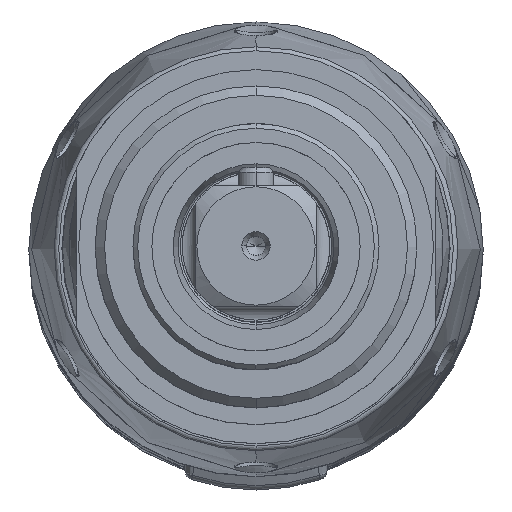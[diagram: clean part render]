
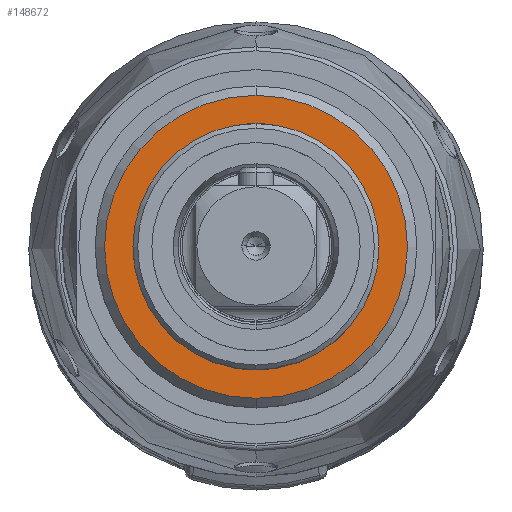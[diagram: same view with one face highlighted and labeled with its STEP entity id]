
A CAD part, top view. The second image highlights one B-rep face of the part: STEP entity #148672.
In plain terms, the highlighted planar face has unit normal (0, 0, 1).
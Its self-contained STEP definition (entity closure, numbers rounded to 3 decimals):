
#148094=CARTESIAN_POINT('',(0.,0.,86.4));
#148095=DIRECTION('',(0.,0.,1.));
#148096=DIRECTION('',(0.,1.,0.));
#148097=AXIS2_PLACEMENT_3D('',#148094,#148095,#148096);
#148104=CARTESIAN_POINT('',(0.,0.,86.4));
#148105=DIRECTION('',(0.,0.,-1.));
#148106=DIRECTION('',(0.,1.,0.));
#148107=AXIS2_PLACEMENT_3D('',#148104,#148105,#148106);
#148292=CARTESIAN_POINT('',(0.,16.,86.4));
#148293=CARTESIAN_POINT('',(0.,-16.,86.4));
#148294=VERTEX_POINT('',#148292);
#148295=VERTEX_POINT('',#148293);
#148662=CARTESIAN_POINT('',(0.,0.,86.4));
#148663=DIRECTION('',(0.,0.,-1.));
#148664=DIRECTION('',(0.,-1.,0.));
#148665=AXIS2_PLACEMENT_3D('',#148662,#148663,#148664);
#148666=PLANE('',#148665);
#148667=ORIENTED_EDGE('',*,*,#148652,.F.);
#148669=ORIENTED_EDGE('',*,*,#148668,.T.);
#148670=EDGE_LOOP('',(#148667,#148669));
#148671=FACE_OUTER_BOUND('',#148670,.F.);
#148672=ADVANCED_FACE('',(#148671),#148666,.F.);
#148098=CIRCLE('',#148097,16.);
#148108=CIRCLE('',#148107,16.);
#148652=EDGE_CURVE('',#148294,#148295,#148098,.T.);
#148668=EDGE_CURVE('',#148294,#148295,#148108,.T.);
